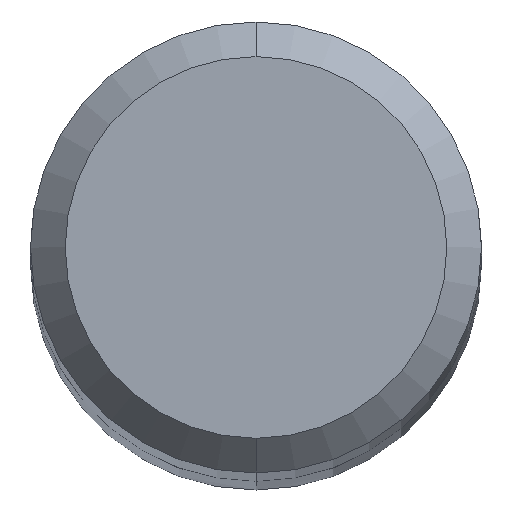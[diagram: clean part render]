
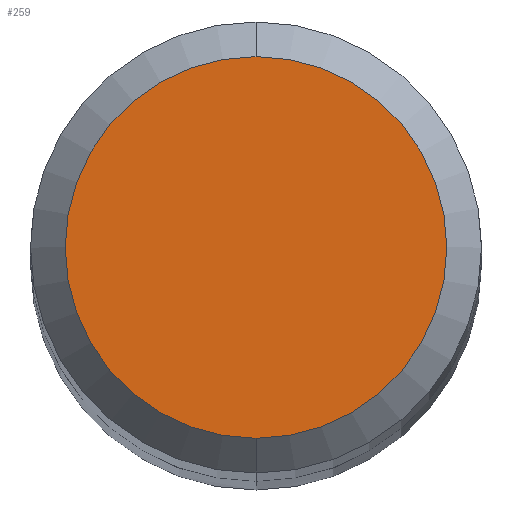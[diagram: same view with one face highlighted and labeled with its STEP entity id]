
A CAD part, top view. The second image highlights one B-rep face of the part: STEP entity #259.
In plain terms, the highlighted planar face has unit normal (0, 0, 1).
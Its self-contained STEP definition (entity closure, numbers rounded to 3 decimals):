
#183=VERTEX_POINT('',#457);
#259=ADVANCED_FACE('',(#539),#540,.T.);
#359=VERTEX_POINT('',#650);
#369=EDGE_CURVE('',#183,#359,#661,.T.);
#389=EDGE_CURVE('',#359,#183,#684,.T.);
#457=CARTESIAN_POINT('',(0.,-1.1,25.0));
#539=FACE_OUTER_BOUND('',#996,.T.);
#540=PLANE('',#997);
#650=CARTESIAN_POINT('',(0.0,1.1,25.0));
#661=CIRCLE('',#1258,1.1);
#684=CIRCLE('',#1330,1.1);
#996=EDGE_LOOP('',(#1477,#1478));
#997=AXIS2_PLACEMENT_3D('',#1479,#1480,#1481);
#1258=AXIS2_PLACEMENT_3D('',#1615,#1616,#1617);
#1330=AXIS2_PLACEMENT_3D('',#1653,#1654,#1655);
#1477=ORIENTED_EDGE('',*,*,#389,.F.);
#1478=ORIENTED_EDGE('',*,*,#369,.F.);
#1479=CARTESIAN_POINT('',(0.0,0.55,25.0));
#1480=DIRECTION('',(-0.0,0.0,1.0));
#1481=DIRECTION('',(0.0,-1.0,0.0));
#1615=CARTESIAN_POINT('',(0.0,0.0,25.0));
#1616=DIRECTION('',(0.0,0.0,-1.0));
#1617=DIRECTION('',(0.0,1.0,0.0));
#1653=CARTESIAN_POINT('',(0.0,0.0,25.0));
#1654=DIRECTION('',(0.0,0.0,-1.0));
#1655=DIRECTION('',(0.0,1.0,0.0));
